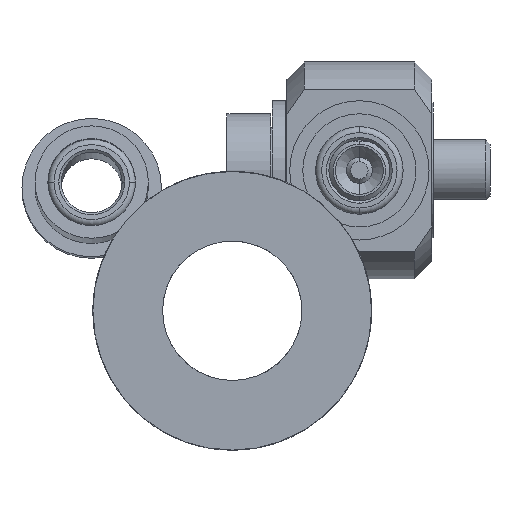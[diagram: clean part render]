
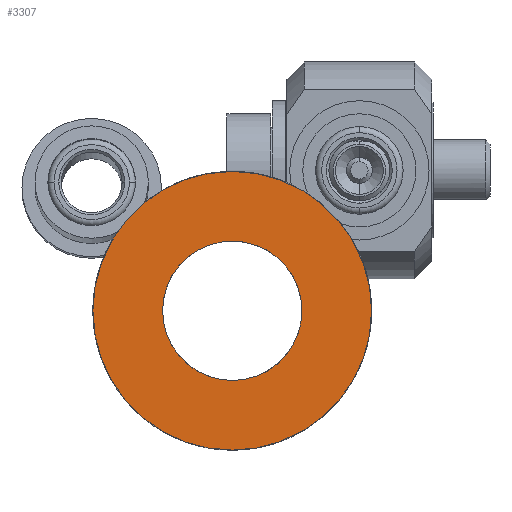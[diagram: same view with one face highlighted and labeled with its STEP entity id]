
A CAD part, left-side view. The second image highlights one B-rep face of the part: STEP entity #3307.
In plain terms, the highlighted face is planar.
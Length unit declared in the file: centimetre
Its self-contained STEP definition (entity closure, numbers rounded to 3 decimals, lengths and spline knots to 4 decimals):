
#766=PLANE('',#3525);
#898=VERTEX_POINT('',#5145);
#930=VERTEX_POINT('',#5390);
#1171=CIRCLE('',#3503,0.8);
#1177=CIRCLE('',#3524,1.6);
#1414=EDGE_CURVE('',#898,#898,#1171,.T.);
#1460=EDGE_CURVE('',#930,#930,#1177,.T.);
#2012=ORIENTED_EDGE('',*,*,#1414,.T.);
#2013=ORIENTED_EDGE('',*,*,#1460,.F.);
#2794=EDGE_LOOP('',(#2012));
#2795=EDGE_LOOP('',(#2013));
#3058=FACE_BOUND('',#2794,.T.);
#3059=FACE_BOUND('',#2795,.T.);
#3307=ADVANCED_FACE('',(#3058,#3059),#766,.T.);
#3503=AXIS2_PLACEMENT_3D('',#5144,#3975,#3976);
#3524=AXIS2_PLACEMENT_3D('',#5389,#4029,#4030);
#3525=AXIS2_PLACEMENT_3D('',#5391,#4031,$);
#3975=DIRECTION('',(0.,0.,-1.));
#3976=DIRECTION('',(0.8,0.,0.));
#4029=DIRECTION('',(0.,0.,-1.));
#4030=DIRECTION('',(1.6,0.,0.));
#4031=DIRECTION('',(0.,0.,1.));
#5144=CARTESIAN_POINT('',(0.,0.,4.3));
#5145=CARTESIAN_POINT('',(-0.8,0.,4.3));
#5389=CARTESIAN_POINT('',(0.,0.,4.3));
#5390=CARTESIAN_POINT('',(1.6,0.,4.3));
#5391=CARTESIAN_POINT('',(0.,0.,4.3));
